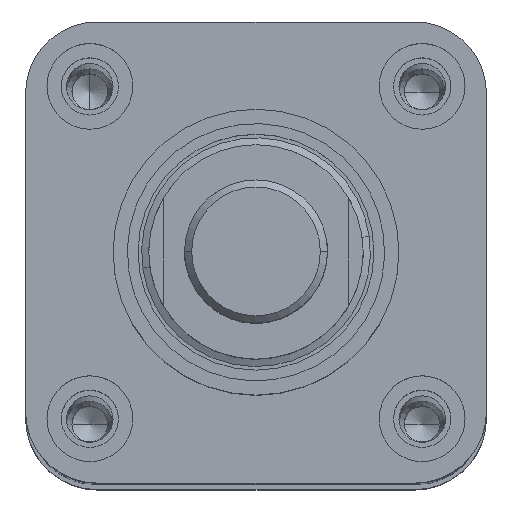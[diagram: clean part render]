
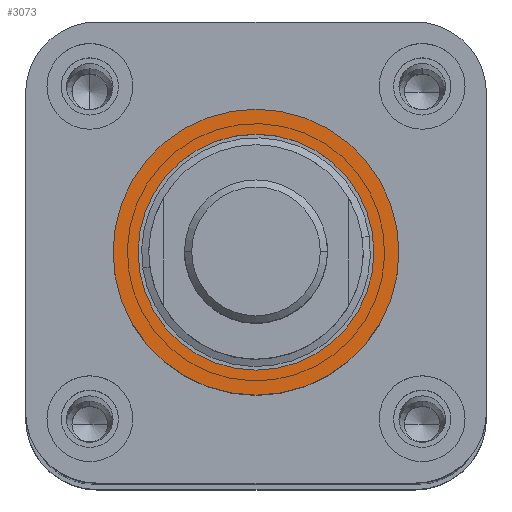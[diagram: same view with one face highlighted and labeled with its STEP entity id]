
A CAD part, top view. The second image highlights one B-rep face of the part: STEP entity #3073.
In plain terms, the highlighted face is planar.
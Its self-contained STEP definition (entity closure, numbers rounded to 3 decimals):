
#2411 = EDGE_CURVE ( 'NONE', #2798, #2805, #13321, .T. ) ;
#2568 = VERTEX_POINT ( 'NONE', #13540 ) ;
#2570 = EDGE_CURVE ( 'NONE', #2568, #2820, #13373, .T. ) ;
#2798 = VERTEX_POINT ( 'NONE', #13813 ) ;
#2805 = VERTEX_POINT ( 'NONE', #13788 ) ;
#2820 = VERTEX_POINT ( 'NONE', #14205 ) ;
#3065 = EDGE_LOOP ( 'NONE', ( #3066, #3077 ) ) ;
#3066 = ORIENTED_EDGE ( 'NONE', *, *, #3102, .T. ) ;
#3071 = ORIENTED_EDGE ( 'NONE', *, *, #2411, .F. ) ;
#3073 = ADVANCED_FACE ( 'NONE', ( #14406, #14453 ), #14392, .T. ) ;
#3074 = ORIENTED_EDGE ( 'NONE', *, *, #3075, .F. ) ;
#3075 = EDGE_CURVE ( 'NONE', #2805, #2798, #14389, .T. ) ;
#3076 = EDGE_LOOP ( 'NONE', ( #3071, #3074 ) ) ;
#3077 = ORIENTED_EDGE ( 'NONE', *, *, #2570, .T. ) ;
#3102 = EDGE_CURVE ( 'NONE', #2820, #2568, #14642, .T. ) ;
#13311 = DIRECTION ( 'NONE',  ( 0., 1., 0. ) ) ;
#13312 = DIRECTION ( 'NONE',  ( 1., 0., 0. ) ) ;
#13313 = CARTESIAN_POINT ( 'NONE',  ( -13.29, 0., 0. ) ) ;
#13318 = AXIS2_PLACEMENT_3D ( 'NONE', #13313, #13312, #13311 ) ;
#13321 = CIRCLE ( 'NONE', #13318, 20. ) ;
#13364 = DIRECTION ( 'NONE',  ( 0., 1., 0. ) ) ;
#13365 = DIRECTION ( 'NONE',  ( 1., 0., 0. ) ) ;
#13366 = CARTESIAN_POINT ( 'NONE',  ( -13.29, 0., 0. ) ) ;
#13373 = CIRCLE ( 'NONE', #13375, 16.5 ) ;
#13375 = AXIS2_PLACEMENT_3D ( 'NONE', #13366, #13365, #13364 ) ;
#13540 = CARTESIAN_POINT ( 'NONE',  ( -13.29, -16.5, 0. ) ) ;
#13788 = CARTESIAN_POINT ( 'NONE',  ( -13.29, -20., 0. ) ) ;
#13813 = CARTESIAN_POINT ( 'NONE',  ( -13.29, 20., 0. ) ) ;
#14205 = CARTESIAN_POINT ( 'NONE',  ( -13.29, 16.5, 0. ) ) ;
#14380 = DIRECTION ( 'NONE',  ( 0., 1., 0. ) ) ;
#14381 = DIRECTION ( 'NONE',  ( 1., 0., 0. ) ) ;
#14382 = CARTESIAN_POINT ( 'NONE',  ( -13.29, 0., 0. ) ) ;
#14385 = DIRECTION ( 'NONE',  ( 0., 0., 1. ) ) ;
#14386 = DIRECTION ( 'NONE',  ( -1., 0., 0. ) ) ;
#14387 = AXIS2_PLACEMENT_3D ( 'NONE', #14382, #14381, #14380 ) ;
#14389 = CIRCLE ( 'NONE', #14387, 20. ) ;
#14392 = PLANE ( 'NONE',  #14393 ) ;
#14393 = AXIS2_PLACEMENT_3D ( 'NONE', #14404, #14386, #14385 ) ;
#14404 = CARTESIAN_POINT ( 'NONE',  ( -13.29, 18.25, 0. ) ) ;
#14406 = FACE_BOUND ( 'NONE', #3065, .T. ) ;
#14453 = FACE_OUTER_BOUND ( 'NONE', #3076, .T. ) ;
#14486 = AXIS2_PLACEMENT_3D ( 'NONE', #14504, #14635, #14634 ) ;
#14504 = CARTESIAN_POINT ( 'NONE',  ( -13.29, 0., 0. ) ) ;
#14634 = DIRECTION ( 'NONE',  ( 0., 1., 0. ) ) ;
#14635 = DIRECTION ( 'NONE',  ( 1., 0., 0. ) ) ;
#14642 = CIRCLE ( 'NONE', #14486, 16.5 ) ;
